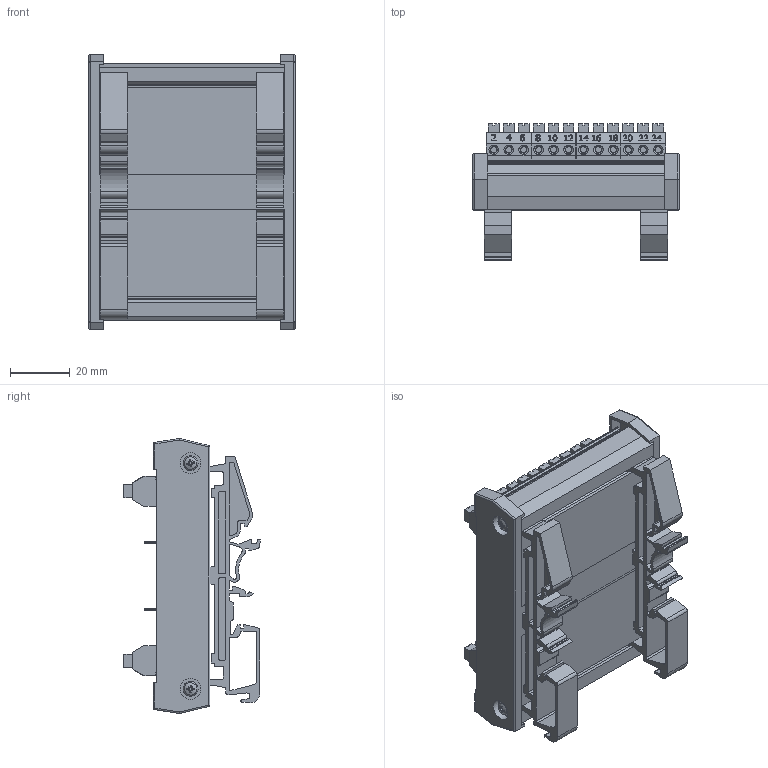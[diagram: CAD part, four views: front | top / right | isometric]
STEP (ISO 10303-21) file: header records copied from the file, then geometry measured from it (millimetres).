
FILE_DESCRIPTION((''),'2;1');
FILE_NAME('5701.2_S.stp','2014-01-15T10:59:45',('roland'),(''),'Autodesk Inventor 2013','Autodesk Inventor 2013','');
FILE_SCHEMA(('CONFIG_CONTROL_DESIGN'));
Length unit declared in the file: millimetre
Products named in the file (10): 5701; 5701.2 PLATE; 5701.2 BASE; BASE SIDE; BASE LEGS; Solder Post; BS EN ISO 7045 Z - Metric M2.5 x 10 - 4.8 - Z; 12 lable1; 12 lable2; 3 Green spring
Assembly tree (44 placements, depth 2):
  5701
    5701.2 PLATE
    5701.2 BASE
    BASE SIDE  x2
    BASE LEGS  x2
    Solder Post  x24
    BS EN ISO 7045 Z - Metric M2.5 x 10 - 4.8 - Z  x4
    12 lable1
    12 lable2
    3 Green spring  x8
Bounding box: 69 x 45.69 x 91.98 mm (x, y, z)
Volume: 48421.4 mm3; surface area: 65082.2 mm2
Topology: 44 solids, 44 shells, 4033 faces, 9815 edges, 6046 vertices
Faces by surface type: plane 1646, cylinder 1257, torus 452, bspline 418, sphere 196, cone 64
Full cylindrical faces by diameter (mm): 0.9 x24, 1 x96, 1.3 x24, 2 x48, 2.256 x4, 2.5 x4, 3.2 x28, 7 x4, 9 x4
Entity records: 45953 total; most frequent: CARTESIAN_POINT 12280, ORIENTED_EDGE 7268, DIRECTION 5737, EDGE_CURVE 3634, VERTEX_POINT 2479, VECTOR 2327, LINE 2327, EDGE_LOOP 1781
